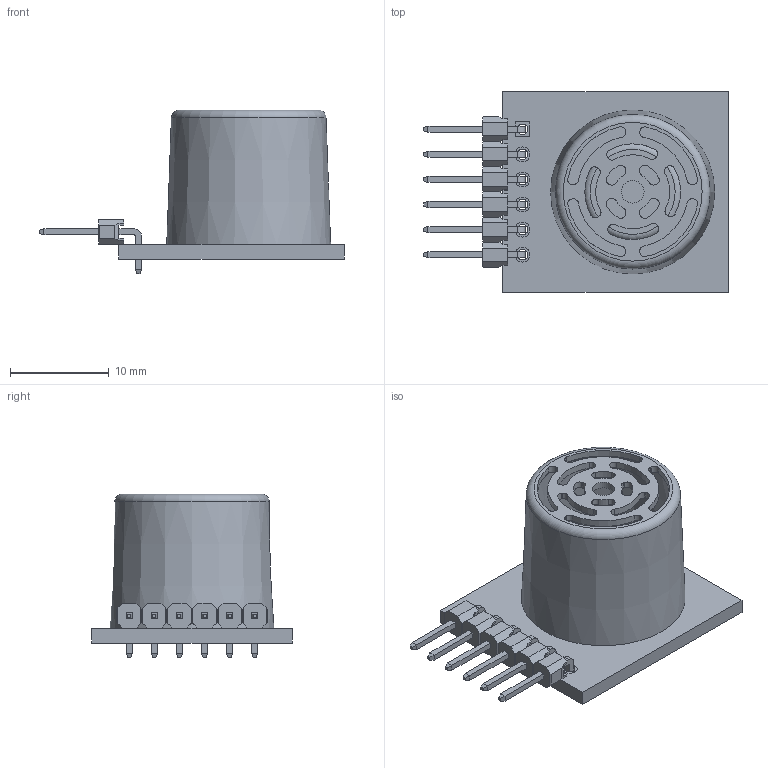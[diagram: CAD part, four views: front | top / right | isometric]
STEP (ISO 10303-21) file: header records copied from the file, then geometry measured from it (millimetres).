
FILE_DESCRIPTION(/* description */ ('Alibre Inc.'),/* implementation_level */ '2;1');
FILE_NAME(/* name */ 'export1',/* time_stamp */ '2018-01-04T18:59:36-08:00',/* author */ (''),/* organization */ (''),/* preprocessor_version */ 'ST-DEVELOPER v14',/* originating_system */ 'Alibre',/* authorisation */ '');
FILE_SCHEMA (('AUTOMOTIVE_DESIGN'));
Length unit declared in the file: centimetre
Bounding box: 30.88 x 20.32 x 16.6 mm (x, y, z)
Volume: 1659.3 mm3; surface area: 3331.3 mm2
Topology: 4 solids, 4 shells, 404 faces, 1029 edges, 658 vertices
Faces by surface type: plane 297, cylinder 102, torus 3, cone 2
Full cylindrical faces by diameter (mm): 1.067 x6, 1.5 x10, 2.3 x1, 10 x1
Entity records: 11758 total; most frequent: ORIENTED_EDGE 1990, CARTESIAN_POINT 1961, DIRECTION 1630, EDGE_CURVE 995, VECTOR 744, LINE 744, VERTEX_POINT 647, AXIS2_PLACEMENT_3D 570
